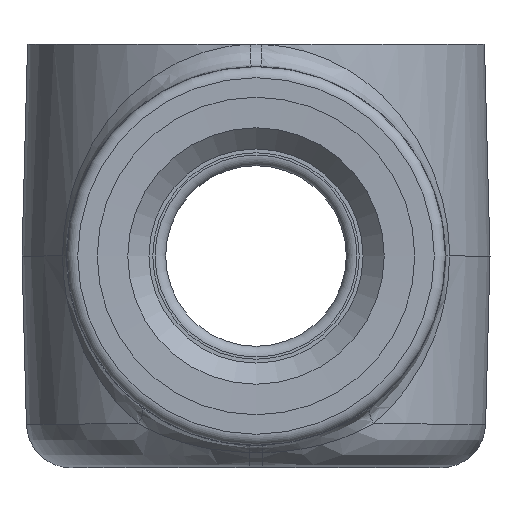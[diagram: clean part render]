
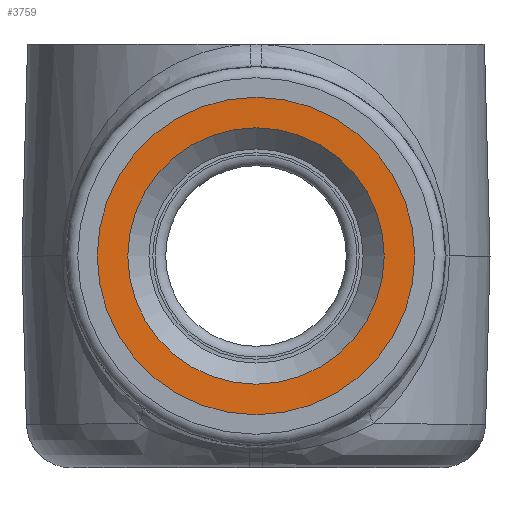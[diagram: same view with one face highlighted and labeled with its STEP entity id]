
A CAD part, left-side view. The second image highlights one B-rep face of the part: STEP entity #3759.
In plain terms, the highlighted conical face has half-angle 88 degrees and reference radius 22.619 mm.
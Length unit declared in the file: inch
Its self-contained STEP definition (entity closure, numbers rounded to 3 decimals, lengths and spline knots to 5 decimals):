
#20=CONICAL_SURFACE('',#4172,0.8905,1.536);
#346=FACE_OUTER_BOUND('',#599,.T.);
#599=EDGE_LOOP('',(#2978,#2979,#2980,#2981,#2982,#2983));
#878=LINE('',#10614,#1034);
#1034=VECTOR('',#5073,0.8905);
#1275=CIRCLE('',#4148,0.8905);
#1276=CIRCLE('',#4149,0.8905);
#1291=CIRCLE('',#4173,0.719);
#1292=CIRCLE('',#4174,0.719);
#1722=VERTEX_POINT('',#9623);
#1723=VERTEX_POINT('',#9624);
#1728=VERTEX_POINT('',#10610);
#1729=VERTEX_POINT('',#10611);
#2167=EDGE_CURVE('',#1722,#1723,#1275,.T.);
#2168=EDGE_CURVE('',#1723,#1722,#1276,.T.);
#2189=EDGE_CURVE('',#1728,#1729,#1291,.T.);
#2190=EDGE_CURVE('',#1729,#1728,#1292,.T.);
#2191=EDGE_CURVE('',#1729,#1723,#878,.T.);
#2978=ORIENTED_EDGE('',*,*,#2189,.F.);
#2979=ORIENTED_EDGE('',*,*,#2190,.F.);
#2980=ORIENTED_EDGE('',*,*,#2191,.T.);
#2981=ORIENTED_EDGE('',*,*,#2168,.T.);
#2982=ORIENTED_EDGE('',*,*,#2167,.T.);
#2983=ORIENTED_EDGE('',*,*,#2191,.F.);
#3759=ADVANCED_FACE('',(#346),#20,.F.);
#4148=AXIS2_PLACEMENT_3D('',#9625,#5019,#5020);
#4149=AXIS2_PLACEMENT_3D('',#9626,#5021,#5022);
#4172=AXIS2_PLACEMENT_3D('',#10609,#5067,#5068);
#4173=AXIS2_PLACEMENT_3D('',#10612,#5069,#5070);
#4174=AXIS2_PLACEMENT_3D('',#10613,#5071,#5072);
#5019=DIRECTION('center_axis',(-1.,0.,0.));
#5020=DIRECTION('ref_axis',(0.,0.,1.));
#5021=DIRECTION('center_axis',(-1.,0.,0.));
#5022=DIRECTION('ref_axis',(0.,0.,1.));
#5067=DIRECTION('center_axis',(-1.,0.,0.));
#5068=DIRECTION('ref_axis',(0.,0.,1.));
#5069=DIRECTION('center_axis',(-1.,0.,0.));
#5070=DIRECTION('ref_axis',(0.,0.,1.));
#5071=DIRECTION('center_axis',(-1.,0.,0.));
#5072=DIRECTION('ref_axis',(0.,0.,1.));
#5073=DIRECTION('',(-0.035,0.,-0.999));
#9623=CARTESIAN_POINT('',(-1.,0.,2.078));
#9624=CARTESIAN_POINT('',(-1.,0.,0.297));
#9625=CARTESIAN_POINT('Origin',(-1.,0.,1.1875));
#9626=CARTESIAN_POINT('Origin',(-1.,0.,1.1875));
#10609=CARTESIAN_POINT('Origin',(-1.,0.,1.1875));
#10610=CARTESIAN_POINT('',(-0.99401,0.,1.9065));
#10611=CARTESIAN_POINT('',(-0.99401,0.,0.4685));
#10612=CARTESIAN_POINT('Origin',(-0.99401,0.,1.1875));
#10613=CARTESIAN_POINT('Origin',(-0.99401,0.,1.1875));
#10614=CARTESIAN_POINT('',(-1.,0.,0.297));
